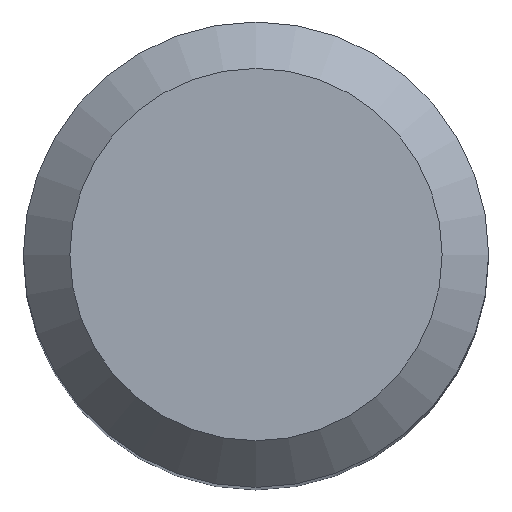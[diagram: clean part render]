
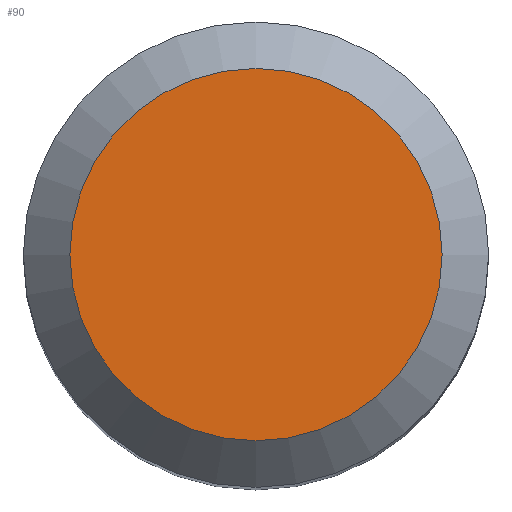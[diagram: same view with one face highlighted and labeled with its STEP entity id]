
A CAD part, top view. The second image highlights one B-rep face of the part: STEP entity #90.
In plain terms, the highlighted planar face has unit normal (0, 0, 1).
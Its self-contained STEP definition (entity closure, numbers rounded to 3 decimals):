
#7 = DIRECTION ( 'NONE',  ( 0., 0., -1. ) ) ;
#16 = AXIS2_PLACEMENT_3D ( 'NONE', #80, #177, #222 ) ;
#27 = CIRCLE ( 'NONE', #172, 4. ) ;
#50 = CARTESIAN_POINT ( 'NONE',  ( 0., 4., 89. ) ) ;
#60 = FACE_OUTER_BOUND ( 'NONE', #195, .T. ) ;
#62 = PLANE ( 'NONE',  #16 ) ;
#80 = CARTESIAN_POINT ( 'NONE',  ( 0., 0., 89. ) ) ;
#89 = DIRECTION ( 'NONE',  ( 0., 1., 0. ) ) ;
#90 = ADVANCED_FACE ( 'NONE', ( #60 ), #62, .F. ) ;
#112 = VERTEX_POINT ( 'NONE', #50 ) ;
#172 = AXIS2_PLACEMENT_3D ( 'NONE', #206, #7, #89 ) ;
#177 = DIRECTION ( 'NONE',  ( 0., 0., -1. ) ) ;
#195 = EDGE_LOOP ( 'NONE', ( #236 ) ) ;
#206 = CARTESIAN_POINT ( 'NONE',  ( 0., 0., 89. ) ) ;
#222 = DIRECTION ( 'NONE',  ( 0., 1., 0. ) ) ;
#232 = EDGE_CURVE ( 'NONE', #112, #112, #27, .T. ) ;
#236 = ORIENTED_EDGE ( 'NONE', *, *, #232, .F. ) ;
